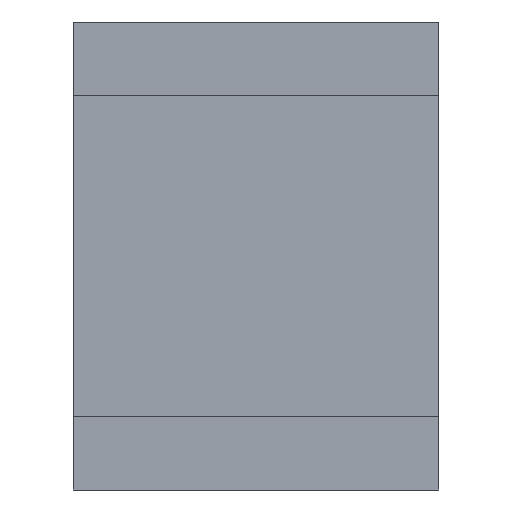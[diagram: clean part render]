
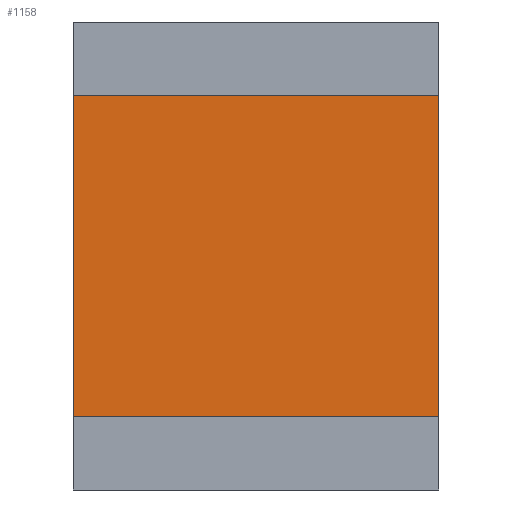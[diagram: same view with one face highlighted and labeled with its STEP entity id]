
A CAD part, front view. The second image highlights one B-rep face of the part: STEP entity #1158.
In plain terms, the highlighted planar face has unit normal (0, -1, 0).
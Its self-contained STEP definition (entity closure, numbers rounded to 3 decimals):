
#110 = ORIENTED_EDGE ( 'NONE', *, *, #4069, .T. ) ;
#116 = CARTESIAN_POINT ( 'NONE',  ( -1.25, -0.29, -1.59 ) ) ;
#417 = DIRECTION ( 'NONE',  ( -1., 0., 0. ) ) ;
#439 = DIRECTION ( 'NONE',  ( 0., 0., -1. ) ) ;
#616 = VECTOR ( 'NONE', #4352, 1000. ) ;
#764 = LINE ( 'NONE', #1848, #616 ) ;
#797 = EDGE_LOOP ( 'NONE', ( #4095, #110, #4182, #3594 ) ) ;
#994 = DIRECTION ( 'NONE',  ( 0., 0., 1. ) ) ;
#1018 = CARTESIAN_POINT ( 'NONE',  ( 4.482, -0.29, 1.59 ) ) ;
#1158 = ADVANCED_FACE ( 'NONE', ( #2420 ), #1822, .F. ) ;
#1285 = VERTEX_POINT ( 'NONE', #116 ) ;
#1362 = LINE ( 'NONE', #2782, #2470 ) ;
#1554 = CARTESIAN_POINT ( 'NONE',  ( 4.482, -0.29, 1.59 ) ) ;
#1587 = VECTOR ( 'NONE', #439, 1000. ) ;
#1822 = PLANE ( 'NONE',  #2692 ) ;
#1848 = CARTESIAN_POINT ( 'NONE',  ( 4.482, -0.29, -1.59 ) ) ;
#1887 = EDGE_CURVE ( 'NONE', #1285, #4576, #1362, .T. ) ;
#2068 = DIRECTION ( 'NONE',  ( 0., 0., 1. ) ) ;
#2187 = CARTESIAN_POINT ( 'NONE',  ( 1.25, -0.29, 1.59 ) ) ;
#2228 = VECTOR ( 'NONE', #417, 1000. ) ;
#2396 = VERTEX_POINT ( 'NONE', #2187 ) ;
#2420 = FACE_OUTER_BOUND ( 'NONE', #797, .T. ) ;
#2470 = VECTOR ( 'NONE', #2068, 1000. ) ;
#2692 = AXIS2_PLACEMENT_3D ( 'NONE', #1018, #3800, #994 ) ;
#2744 = CARTESIAN_POINT ( 'NONE',  ( 1.25, -0.29, -1.59 ) ) ;
#2782 = CARTESIAN_POINT ( 'NONE',  ( -1.25, -0.29, 1.59 ) ) ;
#3212 = VERTEX_POINT ( 'NONE', #2744 ) ;
#3318 = LINE ( 'NONE', #1554, #2228 ) ;
#3594 = ORIENTED_EDGE ( 'NONE', *, *, #4465, .F. ) ;
#3623 = CARTESIAN_POINT ( 'NONE',  ( 1.25, -0.29, 1.59 ) ) ;
#3800 = DIRECTION ( 'NONE',  ( 0., 1., 0. ) ) ;
#4069 = EDGE_CURVE ( 'NONE', #2396, #4576, #3318, .T. ) ;
#4095 = ORIENTED_EDGE ( 'NONE', *, *, #4495, .F. ) ;
#4132 = CARTESIAN_POINT ( 'NONE',  ( -1.25, -0.29, 1.59 ) ) ;
#4182 = ORIENTED_EDGE ( 'NONE', *, *, #1887, .F. ) ;
#4352 = DIRECTION ( 'NONE',  ( -1., 0., 0. ) ) ;
#4397 = LINE ( 'NONE', #3623, #1587 ) ;
#4465 = EDGE_CURVE ( 'NONE', #3212, #1285, #764, .T. ) ;
#4495 = EDGE_CURVE ( 'NONE', #2396, #3212, #4397, .T. ) ;
#4576 = VERTEX_POINT ( 'NONE', #4132 ) ;
